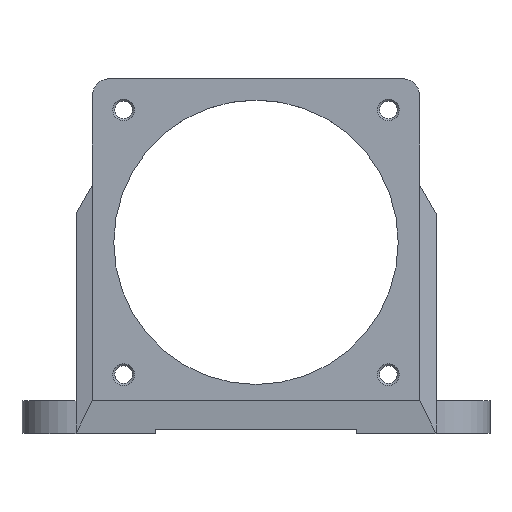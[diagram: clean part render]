
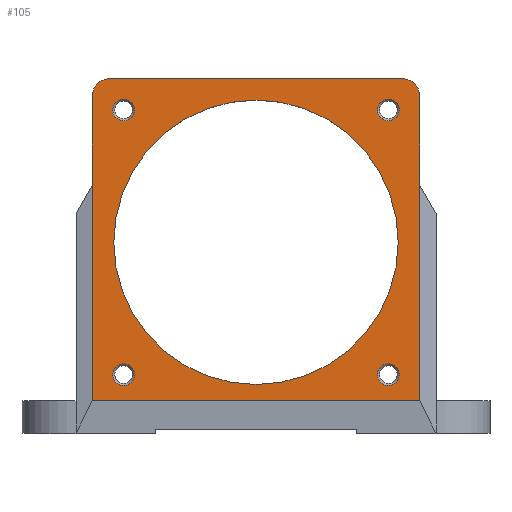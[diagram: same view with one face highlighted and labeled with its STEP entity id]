
A CAD part, top view. The second image highlights one B-rep face of the part: STEP entity #105.
In plain terms, the highlighted planar face has unit normal (0, 0, 1).
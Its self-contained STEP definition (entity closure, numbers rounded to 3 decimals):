
#105 = ADVANCED_FACE( '', ( #226, #227, #228, #229, #230, #231 ), #232, .T. );
#226 = FACE_BOUND( '', #425, .T. );
#227 = FACE_BOUND( '', #426, .T. );
#228 = FACE_BOUND( '', #427, .T. );
#229 = FACE_BOUND( '', #428, .T. );
#230 = FACE_OUTER_BOUND( '', #429, .T. );
#231 = FACE_BOUND( '', #430, .T. );
#232 = PLANE( '', #431 );
#425 = EDGE_LOOP( '', ( #780, #781 ) );
#426 = EDGE_LOOP( '', ( #782, #783 ) );
#427 = EDGE_LOOP( '', ( #784, #785 ) );
#428 = EDGE_LOOP( '', ( #786, #787 ) );
#429 = EDGE_LOOP( '', ( #788, #789, #790, #791, #792, #793, #794, #795 ) );
#430 = EDGE_LOOP( '', ( #796, #797 ) );
#431 = AXIS2_PLACEMENT_3D( '', #798, #799, #800 );
#780 = ORIENTED_EDGE( '', *, *, #1355, .T. );
#781 = ORIENTED_EDGE( '', *, *, #1356, .T. );
#782 = ORIENTED_EDGE( '', *, *, #1345, .T. );
#783 = ORIENTED_EDGE( '', *, *, #1360, .T. );
#784 = ORIENTED_EDGE( '', *, *, #1335, .T. );
#785 = ORIENTED_EDGE( '', *, *, #1364, .T. );
#786 = ORIENTED_EDGE( '', *, *, #1325, .T. );
#787 = ORIENTED_EDGE( '', *, *, #1368, .T. );
#788 = ORIENTED_EDGE( '', *, *, #1373, .T. );
#789 = ORIENTED_EDGE( '', *, *, #1391, .T. );
#790 = ORIENTED_EDGE( '', *, *, #1390, .T. );
#791 = ORIENTED_EDGE( '', *, *, #1392, .T. );
#792 = ORIENTED_EDGE( '', *, *, #1393, .T. );
#793 = ORIENTED_EDGE( '', *, *, #1394, .T. );
#794 = ORIENTED_EDGE( '', *, *, #1395, .T. );
#795 = ORIENTED_EDGE( '', *, *, #1396, .T. );
#796 = ORIENTED_EDGE( '', *, *, #1397, .T. );
#797 = ORIENTED_EDGE( '', *, *, #1309, .T. );
#798 = CARTESIAN_POINT( '', ( 0., 0., 1. ) );
#799 = DIRECTION( '', ( 0., 0., 1. ) );
#800 = DIRECTION( '', ( 1., 0., 0. ) );
#1309 = EDGE_CURVE( '', #1548, #1545, #1549, .T. );
#1325 = EDGE_CURVE( '', #1574, #1576, #1578, .T. );
#1335 = EDGE_CURVE( '', #1592, #1594, #1596, .T. );
#1345 = EDGE_CURVE( '', #1610, #1612, #1614, .T. );
#1355 = EDGE_CURVE( '', #1628, #1630, #1632, .T. );
#1356 = EDGE_CURVE( '', #1630, #1628, #1633, .T. );
#1360 = EDGE_CURVE( '', #1612, #1610, #1637, .T. );
#1364 = EDGE_CURVE( '', #1594, #1592, #1641, .T. );
#1368 = EDGE_CURVE( '', #1576, #1574, #1645, .T. );
#1373 = EDGE_CURVE( '', #1652, #1649, #1653, .T. );
#1390 = EDGE_CURVE( '', #1676, #1682, #1684, .T. );
#1391 = EDGE_CURVE( '', #1649, #1676, #1685, .T. );
#1392 = EDGE_CURVE( '', #1682, #1686, #1687, .T. );
#1393 = EDGE_CURVE( '', #1686, #1688, #1689, .T. );
#1394 = EDGE_CURVE( '', #1688, #1690, #1691, .T. );
#1395 = EDGE_CURVE( '', #1690, #1692, #1693, .T. );
#1396 = EDGE_CURVE( '', #1692, #1652, #1694, .T. );
#1397 = EDGE_CURVE( '', #1545, #1548, #1695, .T. );
#1545 = VERTEX_POINT( '', #1932 );
#1548 = VERTEX_POINT( '', #1936 );
#1549 = CIRCLE( '', #1937, 39.5 );
#1574 = VERTEX_POINT( '', #1969 );
#1576 = VERTEX_POINT( '', #1972 );
#1578 = CIRCLE( '', #1975, 3. );
#1592 = VERTEX_POINT( '', #1993 );
#1594 = VERTEX_POINT( '', #1996 );
#1596 = CIRCLE( '', #1999, 3. );
#1610 = VERTEX_POINT( '', #2017 );
#1612 = VERTEX_POINT( '', #2020 );
#1614 = CIRCLE( '', #2023, 3. );
#1628 = VERTEX_POINT( '', #2041 );
#1630 = VERTEX_POINT( '', #2044 );
#1632 = CIRCLE( '', #2047, 3. );
#1633 = CIRCLE( '', #2048, 3. );
#1637 = CIRCLE( '', #2052, 3. );
#1641 = CIRCLE( '', #2056, 3. );
#1645 = CIRCLE( '', #2060, 3. );
#1649 = VERTEX_POINT( '', #2064 );
#1652 = VERTEX_POINT( '', #2068 );
#1653 = LINE( '', #2069, #2070 );
#1676 = VERTEX_POINT( '', #2104 );
#1682 = VERTEX_POINT( '', #2113 );
#1684 = LINE( '', #2116, #2117 );
#1685 = LINE( '', #2118, #2119 );
#1686 = VERTEX_POINT( '', #2120 );
#1687 = LINE( '', #2121, #2122 );
#1688 = VERTEX_POINT( '', #2123 );
#1689 = CIRCLE( '', #2124, 5. );
#1690 = VERTEX_POINT( '', #2125 );
#1691 = LINE( '', #2126, #2127 );
#1692 = VERTEX_POINT( '', #2128 );
#1693 = CIRCLE( '', #2129, 5. );
#1694 = LINE( '', #2130, #2131 );
#1695 = CIRCLE( '', #2132, 39.5 );
#1932 = CARTESIAN_POINT( '', ( 0., 39.5, 1. ) );
#1936 = CARTESIAN_POINT( '', ( 0., -39.5, 1. ) );
#1937 = AXIS2_PLACEMENT_3D( '', #2479, #2480, #2481 );
#1969 = CARTESIAN_POINT( '', ( -38.891, -38.891, 1. ) );
#1972 = CARTESIAN_POINT( '', ( -34.648, -34.648, 1. ) );
#1975 = AXIS2_PLACEMENT_3D( '', #2509, #2510, #2511 );
#1993 = CARTESIAN_POINT( '', ( -38.891, 34.648, 1. ) );
#1996 = CARTESIAN_POINT( '', ( -34.648, 38.891, 1. ) );
#1999 = AXIS2_PLACEMENT_3D( '', #2527, #2528, #2529 );
#2017 = CARTESIAN_POINT( '', ( 34.648, 34.648, 1. ) );
#2020 = CARTESIAN_POINT( '', ( 38.891, 38.891, 1. ) );
#2023 = AXIS2_PLACEMENT_3D( '', #2545, #2546, #2547 );
#2041 = CARTESIAN_POINT( '', ( 34.648, -38.891, 1. ) );
#2044 = CARTESIAN_POINT( '', ( 38.891, -34.648, 1. ) );
#2047 = AXIS2_PLACEMENT_3D( '', #2563, #2564, #2565 );
#2048 = AXIS2_PLACEMENT_3D( '', #2566, #2567, #2568 );
#2052 = AXIS2_PLACEMENT_3D( '', #2578, #2579, #2580 );
#2056 = AXIS2_PLACEMENT_3D( '', #2590, #2591, #2592 );
#2060 = AXIS2_PLACEMENT_3D( '', #2602, #2603, #2604 );
#2064 = CARTESIAN_POINT( '', ( -45.5, -44., 1. ) );
#2068 = CARTESIAN_POINT( '', ( -45.5, 15.794, 1. ) );
#2069 = CARTESIAN_POINT( '', ( -45.5, 22.75, 1. ) );
#2070 = VECTOR( '', #2615, 1. );
#2104 = CARTESIAN_POINT( '', ( 45.5, -44., 1. ) );
#2113 = CARTESIAN_POINT( '', ( 45.5, 15.794, 1. ) );
#2116 = CARTESIAN_POINT( '', ( 45.5, 49.25, 1. ) );
#2117 = VECTOR( '', #2634, 1. );
#2118 = CARTESIAN_POINT( '', ( -46., -44., 1. ) );
#2119 = VECTOR( '', #2635, 1. );
#2120 = CARTESIAN_POINT( '', ( 45.5, 40.5, 1. ) );
#2121 = CARTESIAN_POINT( '', ( 45.5, 15.794, 1. ) );
#2122 = VECTOR( '', #2636, 1. );
#2123 = CARTESIAN_POINT( '', ( 40.5, 45.5, 1. ) );
#2124 = AXIS2_PLACEMENT_3D( '', #2637, #2638, #2639 );
#2125 = CARTESIAN_POINT( '', ( -40.5, 45.5, 1. ) );
#2126 = CARTESIAN_POINT( '', ( 40.5, 45.5, 1. ) );
#2127 = VECTOR( '', #2640, 1. );
#2128 = CARTESIAN_POINT( '', ( -45.5, 40.5, 1. ) );
#2129 = AXIS2_PLACEMENT_3D( '', #2641, #2642, #2643 );
#2130 = CARTESIAN_POINT( '', ( -45.5, 40.5, 1. ) );
#2131 = VECTOR( '', #2644, 1. );
#2132 = AXIS2_PLACEMENT_3D( '', #2645, #2646, #2647 );
#2479 = CARTESIAN_POINT( '', ( 0., 0., 1. ) );
#2480 = DIRECTION( '', ( 0., 0., -1. ) );
#2481 = DIRECTION( '', ( 0., 1., 0. ) );
#2509 = CARTESIAN_POINT( '', ( -36.77, -36.77, 1. ) );
#2510 = DIRECTION( '', ( 0., 0., -1. ) );
#2511 = DIRECTION( '', ( -0.707, -0.707, 0. ) );
#2527 = CARTESIAN_POINT( '', ( -36.77, 36.77, 1. ) );
#2528 = DIRECTION( '', ( 0., 0., -1. ) );
#2529 = DIRECTION( '', ( -0.707, -0.707, 0. ) );
#2545 = CARTESIAN_POINT( '', ( 36.77, 36.77, 1. ) );
#2546 = DIRECTION( '', ( 0., 0., -1. ) );
#2547 = DIRECTION( '', ( -0.707, -0.707, 0. ) );
#2563 = CARTESIAN_POINT( '', ( 36.77, -36.77, 1. ) );
#2564 = DIRECTION( '', ( 0., 0., -1. ) );
#2565 = DIRECTION( '', ( -0.707, -0.707, 0. ) );
#2566 = CARTESIAN_POINT( '', ( 36.77, -36.77, 1. ) );
#2567 = DIRECTION( '', ( 0., 0., -1. ) );
#2568 = DIRECTION( '', ( -0.707, -0.707, 0. ) );
#2578 = CARTESIAN_POINT( '', ( 36.77, 36.77, 1. ) );
#2579 = DIRECTION( '', ( 0., 0., -1. ) );
#2580 = DIRECTION( '', ( -0.707, -0.707, 0. ) );
#2590 = CARTESIAN_POINT( '', ( -36.77, 36.77, 1. ) );
#2591 = DIRECTION( '', ( 0., 0., -1. ) );
#2592 = DIRECTION( '', ( -0.707, -0.707, 0. ) );
#2602 = CARTESIAN_POINT( '', ( -36.77, -36.77, 1. ) );
#2603 = DIRECTION( '', ( 0., 0., -1. ) );
#2604 = DIRECTION( '', ( -0.707, -0.707, 0. ) );
#2615 = DIRECTION( '', ( 0., -1., 0. ) );
#2634 = DIRECTION( '', ( 0., 1., 0. ) );
#2635 = DIRECTION( '', ( 1., 0., 0. ) );
#2636 = DIRECTION( '', ( 0., 1., 0. ) );
#2637 = CARTESIAN_POINT( '', ( 40.5, 40.5, 1. ) );
#2638 = DIRECTION( '', ( 0., 0., 1. ) );
#2639 = DIRECTION( '', ( 1., 0., 0. ) );
#2640 = DIRECTION( '', ( -1., 0., 0. ) );
#2641 = CARTESIAN_POINT( '', ( -40.5, 40.5, 1. ) );
#2642 = DIRECTION( '', ( 0., 0., 1. ) );
#2643 = DIRECTION( '', ( 0., 1., 0. ) );
#2644 = DIRECTION( '', ( 0., -1., 0. ) );
#2645 = CARTESIAN_POINT( '', ( 0., 0., 1. ) );
#2646 = DIRECTION( '', ( 0., 0., -1. ) );
#2647 = DIRECTION( '', ( 0., 1., 0. ) );
